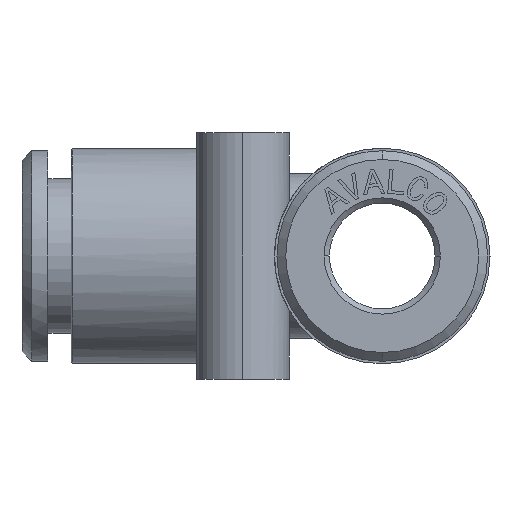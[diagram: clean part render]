
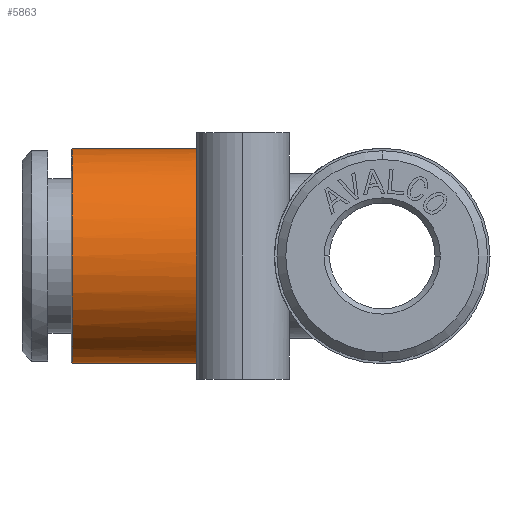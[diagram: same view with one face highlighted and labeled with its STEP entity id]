
A CAD part, left-side view. The second image highlights one B-rep face of the part: STEP entity #5863.
In plain terms, the highlighted cylindrical face has radius 6.11 mm (diameter 12.22 mm), a partial arc.
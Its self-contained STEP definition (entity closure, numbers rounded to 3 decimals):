
#4294=CARTESIAN_POINT('Vertex',(-13.,8.03,6.11)) ;
#4562=CARTESIAN_POINT('Control Point',(-16.591,8.03,4.943)) ;
#4563=CARTESIAN_POINT('Control Point',(-15.815,8.03,5.507)) ;
#4564=CARTESIAN_POINT('Control Point',(-14.92,8.03,5.909)) ;
#4565=CARTESIAN_POINT('Control Point',(-13.96,8.03,6.11)) ;
#4566=CARTESIAN_POINT('Control Point',(-13.,8.03,6.11)) ;
#4567=CARTESIAN_POINT('Vertex',(-16.591,8.029,4.943)) ;
#4571=CARTESIAN_POINT('Control Point',(-17.862,8.03,3.7)) ;
#4572=CARTESIAN_POINT('Control Point',(-17.502,8.03,4.173)) ;
#4573=CARTESIAN_POINT('Control Point',(-17.073,8.03,4.594)) ;
#4574=CARTESIAN_POINT('Control Point',(-16.591,8.03,4.943)) ;
#4575=CARTESIAN_POINT('Vertex',(-17.862,8.03,3.7)) ;
#4653=CARTESIAN_POINT('Line Origine',(-13.,12.815,6.11)) ;
#4657=CARTESIAN_POINT('Vertex',(-13.,17.601,6.11)) ;
#4790=CARTESIAN_POINT('Control Point',(-18.811,9.949,-1.888)) ;
#4791=CARTESIAN_POINT('Control Point',(-18.869,9.997,-1.711)) ;
#4792=CARTESIAN_POINT('Control Point',(-18.921,10.037,-1.528)) ;
#4793=CARTESIAN_POINT('Control Point',(-18.966,10.07,-1.341)) ;
#4794=CARTESIAN_POINT('Control Point',(-19.042,10.122,-0.959)) ;
#4795=CARTESIAN_POINT('Control Point',(-19.088,10.151,-0.572)) ;
#4796=CARTESIAN_POINT('Control Point',(-19.103,10.16,-0.379)) ;
#4797=CARTESIAN_POINT('Control Point',(-19.118,10.169,-0.001)) ;
#4798=CARTESIAN_POINT('Control Point',(-19.103,10.16,0.377)) ;
#4799=CARTESIAN_POINT('Control Point',(-19.088,10.151,0.57)) ;
#4800=CARTESIAN_POINT('Control Point',(-19.019,10.107,1.163)) ;
#4801=CARTESIAN_POINT('Control Point',(-18.877,10.008,1.743)) ;
#4802=CARTESIAN_POINT('Control Point',(-18.751,9.91,2.116)) ;
#4803=CARTESIAN_POINT('Control Point',(-18.531,9.705,2.629)) ;
#4804=CARTESIAN_POINT('Control Point',(-18.298,9.386,3.05)) ;
#4805=CARTESIAN_POINT('Control Point',(-18.222,9.266,3.178)) ;
#4806=CARTESIAN_POINT('Control Point',(-18.11,9.062,3.353)) ;
#4807=CARTESIAN_POINT('Control Point',(-18.012,8.81,3.495)) ;
#4808=CARTESIAN_POINT('Control Point',(-17.981,8.72,3.539)) ;
#4809=CARTESIAN_POINT('Control Point',(-17.927,8.531,3.615)) ;
#4810=CARTESIAN_POINT('Control Point',(-17.889,8.332,3.664)) ;
#4811=CARTESIAN_POINT('Control Point',(-17.875,8.232,3.682)) ;
#4812=CARTESIAN_POINT('Control Point',(-17.866,8.13,3.695)) ;
#4813=CARTESIAN_POINT('Control Point',(-17.862,8.03,3.7)) ;
#4814=CARTESIAN_POINT('Vertex',(-18.811,9.949,-1.888)) ;
#4818=CARTESIAN_POINT('Control Point',(-17.862,8.03,-3.7)) ;
#4819=CARTESIAN_POINT('Control Point',(-17.869,8.181,-3.692)) ;
#4820=CARTESIAN_POINT('Control Point',(-17.886,8.338,-3.667)) ;
#4821=CARTESIAN_POINT('Control Point',(-17.915,8.488,-3.631)) ;
#4822=CARTESIAN_POINT('Control Point',(-17.994,8.781,-3.522)) ;
#4823=CARTESIAN_POINT('Control Point',(-18.099,9.028,-3.37)) ;
#4824=CARTESIAN_POINT('Control Point',(-18.153,9.137,-3.286)) ;
#4825=CARTESIAN_POINT('Control Point',(-18.322,9.437,-3.014)) ;
#4826=CARTESIAN_POINT('Control Point',(-18.5,9.657,-2.68)) ;
#4827=CARTESIAN_POINT('Control Point',(-18.616,9.778,-2.433)) ;
#4828=CARTESIAN_POINT('Control Point',(-18.72,9.874,-2.168)) ;
#4829=CARTESIAN_POINT('Control Point',(-18.811,9.949,-1.888)) ;
#4830=CARTESIAN_POINT('Vertex',(-17.862,8.03,-3.7)) ;
#5829=CARTESIAN_POINT('Axis2P3D Location',(-13.,8.029,0.)) ;
#5834=CARTESIAN_POINT('Axis2P3D Location',(-13.,17.601,0.)) ;
#5838=CARTESIAN_POINT('Vertex',(-13.,17.6,-6.11)) ;
#5841=CARTESIAN_POINT('Line Origine',(-13.,12.815,-6.11)) ;
#5845=CARTESIAN_POINT('Vertex',(-13.,8.03,-6.11)) ;
#5848=CARTESIAN_POINT('Axis2P3D Location',(-13.,8.029,0.)) ;
#4654=DIRECTION('Vector Direction',(0.,1.,0.)) ;
#5830=DIRECTION('Axis2P3D Direction',(0.,1.,0.)) ;
#5831=DIRECTION('Axis2P3D XDirection',(0.,0.,-1.)) ;
#5835=DIRECTION('Axis2P3D Direction',(0.,1.,0.)) ;
#5842=DIRECTION('Vector Direction',(0.,1.,0.)) ;
#5849=DIRECTION('Axis2P3D Direction',(0.,1.,0.)) ;
#5832=AXIS2_PLACEMENT_3D('Cylinder Axis2P3D',#5829,#5830,#5831) ;
#5836=AXIS2_PLACEMENT_3D('Circle Axis2P3D',#5834,#5835,$) ;
#5850=AXIS2_PLACEMENT_3D('Circle Axis2P3D',#5848,#5849,$) ;
#5854=ORIENTED_EDGE('',*,*,#4659,.T.) ;
#5855=ORIENTED_EDGE('',*,*,#5840,.F.) ;
#5856=ORIENTED_EDGE('',*,*,#5847,.T.) ;
#5857=ORIENTED_EDGE('',*,*,#5852,.T.) ;
#5858=ORIENTED_EDGE('',*,*,#4832,.T.) ;
#5859=ORIENTED_EDGE('',*,*,#4816,.T.) ;
#5860=ORIENTED_EDGE('',*,*,#4577,.T.) ;
#5861=ORIENTED_EDGE('',*,*,#4569,.T.) ;
#4655=VECTOR('Line Direction',#4654,1.) ;
#5843=VECTOR('Line Direction',#5842,1.) ;
#5863=ADVANCED_FACE('Corps principal',(#5862),#5833,.T.) ;
#4561=B_SPLINE_CURVE_WITH_KNOTS('',4,(#4562,#4563,#4564,#4565,#4566),.UNSPECIFIED.,.F.,.U.,(5,5),(29.201,92.032),.UNSPECIFIED.) ;
#4570=B_SPLINE_CURVE_WITH_KNOTS('',3,(#4571,#4572,#4573,#4574),.UNSPECIFIED.,.F.,.U.,(4,4),(0.,29.201),.UNSPECIFIED.) ;
#4789=B_SPLINE_CURVE_WITH_KNOTS('',5,(#4790,#4791,#4792,#4793,#4794,#4795,#4796,#4797,#4798,#4799,#4800,#4801,#4802,#4803,#4804,#4805,#4806,#4807,#4808,#4809,#4810,#4811,#4812,#4813),.UNSPECIFIED.,.F.,.U.,(6,3,3,3,3,3,3,6),(3.026,3.988,4.951,5.909,7.905,8.904,9.403,9.902),.UNSPECIFIED.) ;
#4817=B_SPLINE_CURVE_WITH_KNOTS('',5,(#4818,#4819,#4820,#4821,#4822,#4823,#4824,#4825,#4826,#4827,#4828,#4829),.UNSPECIFIED.,.F.,.U.,(6,3,3,6),(0.,0.756,1.513,3.026),.UNSPECIFIED.) ;
#5837=CIRCLE('generated circle',#5836,6.11) ;
#5851=CIRCLE('generated circle',#5850,6.11) ;
#5833=CYLINDRICAL_SURFACE('generated cylinder',#5832,6.11) ;
#4569=EDGE_CURVE('',#4568,#4295,#4561,.T.) ;
#4577=EDGE_CURVE('',#4576,#4568,#4570,.T.) ;
#4659=EDGE_CURVE('',#4295,#4658,#4656,.T.) ;
#4816=EDGE_CURVE('',#4815,#4576,#4789,.T.) ;
#4832=EDGE_CURVE('',#4831,#4815,#4817,.T.) ;
#5840=EDGE_CURVE('',#5839,#4658,#5837,.T.) ;
#5847=EDGE_CURVE('',#5839,#5846,#5844,.F.) ;
#5852=EDGE_CURVE('',#5846,#4831,#5851,.T.) ;
#5853=EDGE_LOOP('',(#5854,#5855,#5856,#5857,#5858,#5859,#5860,#5861)) ;
#5862=FACE_OUTER_BOUND('',#5853,.T.) ;
#4656=LINE('Line',#4653,#4655) ;
#5844=LINE('Line',#5841,#5843) ;
#4295=VERTEX_POINT('',#4294) ;
#4568=VERTEX_POINT('',#4567) ;
#4576=VERTEX_POINT('',#4575) ;
#4658=VERTEX_POINT('',#4657) ;
#4815=VERTEX_POINT('',#4814) ;
#4831=VERTEX_POINT('',#4830) ;
#5839=VERTEX_POINT('',#5838) ;
#5846=VERTEX_POINT('',#5845) ;
